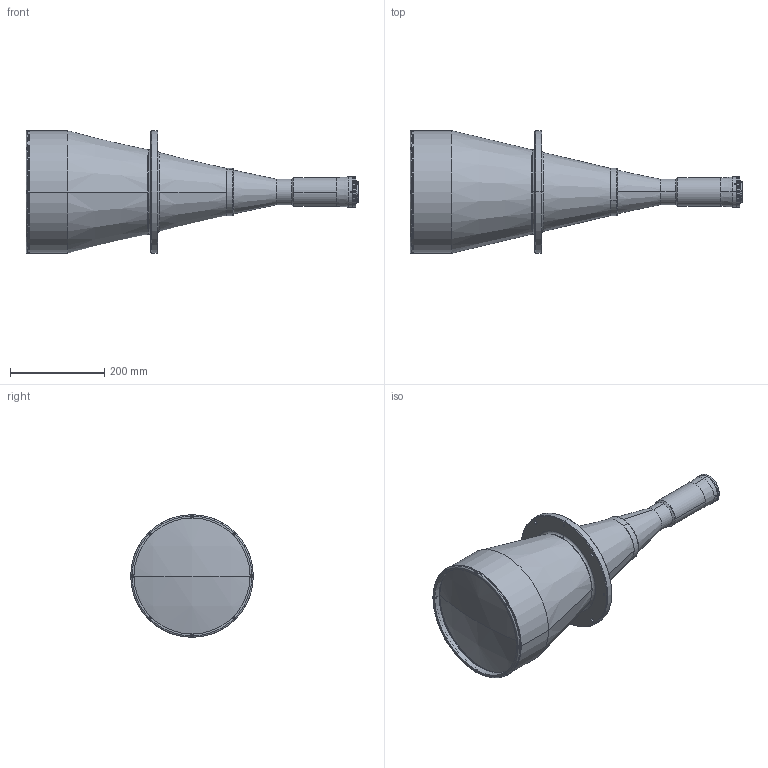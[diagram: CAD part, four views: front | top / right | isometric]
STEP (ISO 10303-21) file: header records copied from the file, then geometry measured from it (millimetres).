
FILE_DESCRIPTION (( 'STEP AP203' ), '1' );
FILE_NAME ('TC12MHR192.step', '2018-09-28T08:08:25', ( '' ), ( '' ), 'SwSTEP 2.0', 'SolidWorks 2017', '' );
FILE_SCHEMA (( 'CONFIG_CONTROL_DESIGN' ));
Length unit declared in the file: millimetre
Products named in the file (1): TC12MHR192
Bounding box: 704.49 x 260 x 260 mm (x, y, z)
Surface area: 481160.3 mm2 (no closed solid volume)
Topology: 0 solids, 20 shells, 188 faces, 617 edges, 442 vertices
Faces by surface type: cylinder 84, plane 50, torus 30, cone 22, sphere 2
Entity records: 7431 total; most frequent: CARTESIAN_POINT 1772, DIRECTION 1275, ORIENTED_EDGE 976, EDGE_CURVE 617, AXIS2_PLACEMENT_3D 507, VERTEX_POINT 442, CIRCLE 318, LINE 261
